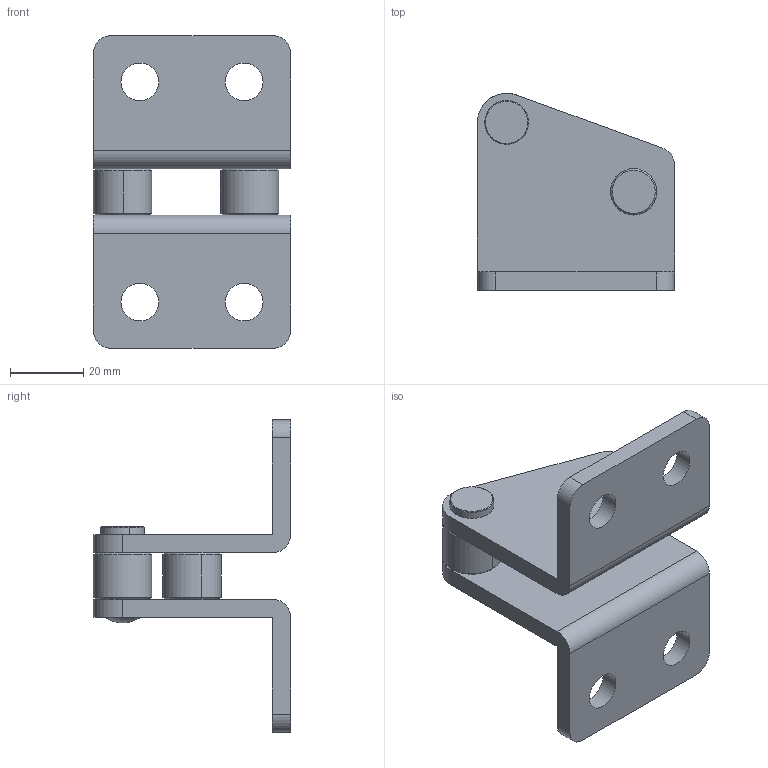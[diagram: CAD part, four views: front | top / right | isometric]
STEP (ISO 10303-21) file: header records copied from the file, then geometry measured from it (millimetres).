
FILE_DESCRIPTION (( 'STEP AP214' ), '1' );
FILE_NAME ('GH-43810-LP.STEP', '2018-01-18T00:19:14', ( 'LinWei' ), ( '' ), 'SwSTEP 2.0', 'SolidWorks 2016', '' );
FILE_SCHEMA (( 'AUTOMOTIVE_DESIGN' ));
Length unit declared in the file: millimetre
Products named in the file (6): 8.0-22.7-SOLID; 44381083; 鏡射14381013; 14381013; 44381082; GH-43810-LP
Assembly tree (5 placements, depth 2):
  GH-43810-LP
    44381082
    14381013
    鏡射14381013
    44381083
    8.0-22.7-SOLID
Bounding box: 54 x 54 x 85.7 mm (x, y, z)
Volume: 45382.3 mm3; surface area: 22675.7 mm2
Topology: 5 solids, 5 shells, 85 faces, 206 edges, 135 vertices
Faces by surface type: cylinder 40, plane 25, cone 18, sphere 2
Entity records: 2814 total; most frequent: DIRECTION 504, CARTESIAN_POINT 434, ORIENTED_EDGE 412, EDGE_CURVE 206, AXIS2_PLACEMENT_3D 205, VERTEX_POINT 135, CIRCLE 112, EDGE_LOOP 107
